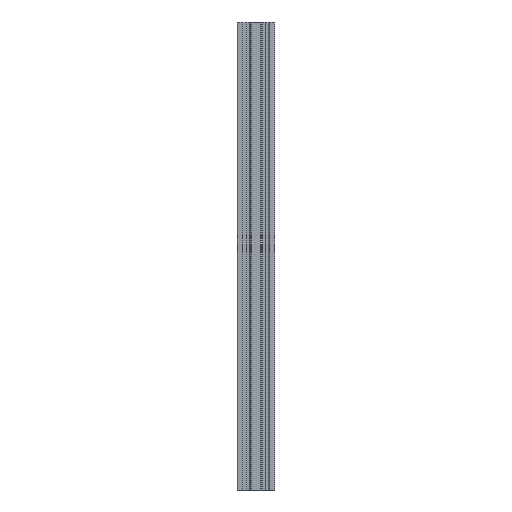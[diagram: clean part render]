
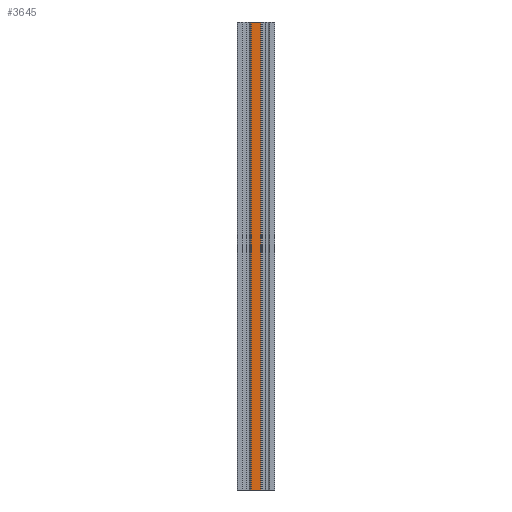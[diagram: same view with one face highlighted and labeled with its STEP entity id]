
A CAD part, front view. The second image highlights one B-rep face of the part: STEP entity #3645.
In plain terms, the highlighted planar face has unit normal (0, -1, 0).
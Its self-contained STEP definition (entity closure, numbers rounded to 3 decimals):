
#94=PLANE('',#3871);
#251=FACE_OUTER_BOUND('',#433,.T.);
#433=EDGE_LOOP('',(#2777,#2778,#2779,#2780));
#763=LINE('',#5512,#1223);
#764=LINE('',#5515,#1224);
#765=LINE('',#5517,#1225);
#766=LINE('',#5518,#1226);
#1223=VECTOR('',#4471,10.);
#1224=VECTOR('',#4474,10.);
#1225=VECTOR('',#4475,10.);
#1226=VECTOR('',#4476,10.);
#1709=VERTEX_POINT('',#5508);
#1710=VERTEX_POINT('',#5510);
#1711=VERTEX_POINT('',#5514);
#1712=VERTEX_POINT('',#5516);
#2153=EDGE_CURVE('',#1709,#1710,#763,.T.);
#2154=EDGE_CURVE('',#1709,#1711,#764,.T.);
#2155=EDGE_CURVE('',#1712,#1710,#765,.T.);
#2156=EDGE_CURVE('',#1711,#1712,#766,.T.);
#2777=ORIENTED_EDGE('',*,*,#2154,.F.);
#2778=ORIENTED_EDGE('',*,*,#2153,.T.);
#2779=ORIENTED_EDGE('',*,*,#2155,.F.);
#2780=ORIENTED_EDGE('',*,*,#2156,.F.);
#3645=ADVANCED_FACE('',(#251),#94,.T.);
#3871=AXIS2_PLACEMENT_3D('',#5513,#4472,#4473);
#4471=DIRECTION('',(0.,0.,1.));
#4472=DIRECTION('center_axis',(0.,-1.,0.));
#4473=DIRECTION('ref_axis',(1.,0.,0.));
#4474=DIRECTION('',(-1.,0.,0.));
#4475=DIRECTION('',(1.,0.,0.));
#4476=DIRECTION('',(0.,0.,1.));
#5508=CARTESIAN_POINT('',(5.169,-20.,0.));
#5510=CARTESIAN_POINT('',(5.169,-20.,500.));
#5512=CARTESIAN_POINT('',(5.169,-20.,0.));
#5513=CARTESIAN_POINT('Origin',(-5.169,-20.,0.));
#5514=CARTESIAN_POINT('',(-5.169,-20.,0.));
#5515=CARTESIAN_POINT('',(5.169,-20.,0.));
#5516=CARTESIAN_POINT('',(-5.169,-20.,500.));
#5517=CARTESIAN_POINT('',(5.169,-20.,500.));
#5518=CARTESIAN_POINT('',(-5.169,-20.,0.));
